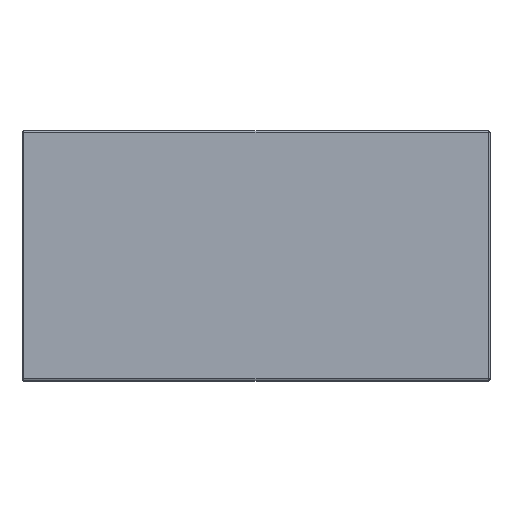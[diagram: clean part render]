
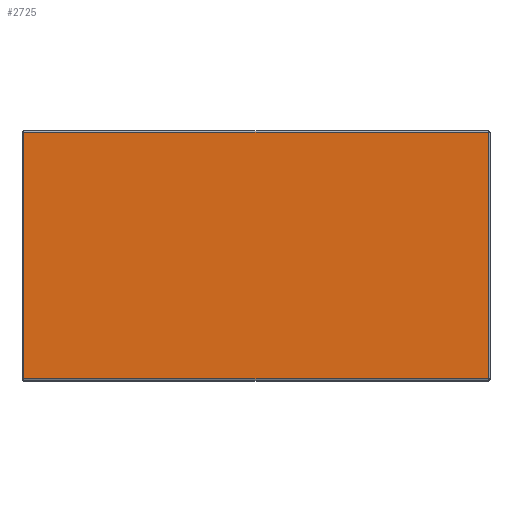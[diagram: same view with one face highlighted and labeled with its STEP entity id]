
A CAD part, top view. The second image highlights one B-rep face of the part: STEP entity #2725.
In plain terms, the highlighted planar face has unit normal (0, 0, 1).
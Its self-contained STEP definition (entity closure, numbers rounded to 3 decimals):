
#462 = ORIENTED_EDGE ( 'NONE', *, *, #12624, .T. ) ;
#689 = DIRECTION ( 'NONE',  ( -1., 0., 0. ) ) ;
#1330 = VERTEX_POINT ( 'NONE', #4600 ) ;
#2380 = LINE ( 'NONE', #9178, #17974 ) ;
#2448 = VERTEX_POINT ( 'NONE', #3746 ) ;
#2483 = FACE_OUTER_BOUND ( 'NONE', #15215, .T. ) ;
#2725 = ADVANCED_FACE ( 'NONE', ( #2483 ), #21242, .T. ) ;
#2847 = CARTESIAN_POINT ( 'NONE',  ( 14.9, 8., 10. ) ) ;
#3746 = CARTESIAN_POINT ( 'NONE',  ( -14.9, -7.9, 10. ) ) ;
#4600 = CARTESIAN_POINT ( 'NONE',  ( 14.9, -7.9, 10. ) ) ;
#4763 = CARTESIAN_POINT ( 'NONE',  ( 15., -7.9, 10. ) ) ;
#5218 = VECTOR ( 'NONE', #9644, 1000. ) ;
#7377 = VERTEX_POINT ( 'NONE', #19123 ) ;
#7820 = VERTEX_POINT ( 'NONE', #19731 ) ;
#8884 = EDGE_CURVE ( 'NONE', #7820, #2448, #17748, .T. ) ;
#9178 = CARTESIAN_POINT ( 'NONE',  ( -15., 7.9, 10. ) ) ;
#9397 = DIRECTION ( 'NONE',  ( 1., 0., 0. ) ) ;
#9644 = DIRECTION ( 'NONE',  ( 0., -1., 0. ) ) ;
#10717 = ORIENTED_EDGE ( 'NONE', *, *, #17896, .T. ) ;
#11312 = VECTOR ( 'NONE', #12885, 1000. ) ;
#12624 = EDGE_CURVE ( 'NONE', #7377, #7820, #2380, .T. ) ;
#12812 = CARTESIAN_POINT ( 'NONE',  ( 0., 0., 10. ) ) ;
#12885 = DIRECTION ( 'NONE',  ( 1., 0., 0. ) ) ;
#12990 = LINE ( 'NONE', #4763, #11312 ) ;
#14250 = DIRECTION ( 'NONE',  ( 0., 0., 1. ) ) ;
#15215 = EDGE_LOOP ( 'NONE', ( #10717, #462, #16211, #19467 ) ) ;
#15721 = AXIS2_PLACEMENT_3D ( 'NONE', #12812, #14250, #9397 ) ;
#16211 = ORIENTED_EDGE ( 'NONE', *, *, #8884, .T. ) ;
#16278 = VECTOR ( 'NONE', #18417, 1000. ) ;
#16407 = CARTESIAN_POINT ( 'NONE',  ( -14.9, -8., 10. ) ) ;
#17748 = LINE ( 'NONE', #16407, #5218 ) ;
#17896 = EDGE_CURVE ( 'NONE', #1330, #7377, #19755, .T. ) ;
#17974 = VECTOR ( 'NONE', #689, 1000. ) ;
#18417 = DIRECTION ( 'NONE',  ( 0., 1., 0. ) ) ;
#19123 = CARTESIAN_POINT ( 'NONE',  ( 14.9, 7.9, 10. ) ) ;
#19467 = ORIENTED_EDGE ( 'NONE', *, *, #19542, .T. ) ;
#19542 = EDGE_CURVE ( 'NONE', #2448, #1330, #12990, .T. ) ;
#19731 = CARTESIAN_POINT ( 'NONE',  ( -14.9, 7.9, 10. ) ) ;
#19755 = LINE ( 'NONE', #2847, #16278 ) ;
#21242 = PLANE ( 'NONE',  #15721 ) ;
